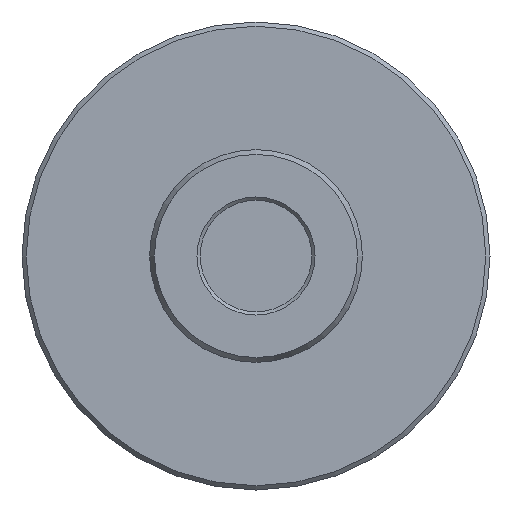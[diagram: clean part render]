
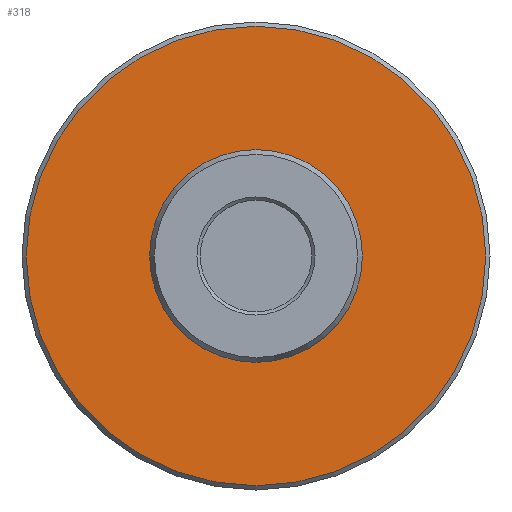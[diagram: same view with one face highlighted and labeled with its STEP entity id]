
A CAD part, left-side view. The second image highlights one B-rep face of the part: STEP entity #318.
In plain terms, the highlighted planar face has unit normal (-1, 0, 0).
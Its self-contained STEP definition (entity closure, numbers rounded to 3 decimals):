
#257=FACE_BOUND('',#475,.T.);
#258=FACE_BOUND('',#476,.T.);
#318=ADVANCED_FACE('',(#257,#258),#379,.F.);
#379=PLANE('',#1288);
#475=EDGE_LOOP('',(#651));
#476=EDGE_LOOP('',(#652));
#651=ORIENTED_EDGE('',*,*,#1092,.F.);
#652=ORIENTED_EDGE('',*,*,#1093,.T.);
#957=VERTEX_POINT('',#2136);
#958=VERTEX_POINT('',#2138);
#1092=EDGE_CURVE('',#957,#957,#1204,.T.);
#1093=EDGE_CURVE('',#958,#958,#1205,.T.);
#1204=CIRCLE('',#1286,20.);
#1205=CIRCLE('',#1287,43.2);
#1286=AXIS2_PLACEMENT_3D('',#2135,#1499,#1500);
#1287=AXIS2_PLACEMENT_3D('',#2137,#1501,#1502);
#1288=AXIS2_PLACEMENT_3D('',#2139,#1503,#1504);
#1499=DIRECTION('',(-1.,0.,0.));
#1500=DIRECTION('',(0.,0.,-1.));
#1501=DIRECTION('',(-1.,0.,0.));
#1502=DIRECTION('',(0.,0.,-1.));
#1503=DIRECTION('',(1.,0.,0.));
#1504=DIRECTION('',(0.,0.,-1.));
#2135=CARTESIAN_POINT('',(27.,0.,0.));
#2136=CARTESIAN_POINT('',(27.,0.,-20.));
#2137=CARTESIAN_POINT('',(27.,0.,0.));
#2138=CARTESIAN_POINT('',(27.,0.,-43.2));
#2139=CARTESIAN_POINT('',(27.,21.435,0.));
